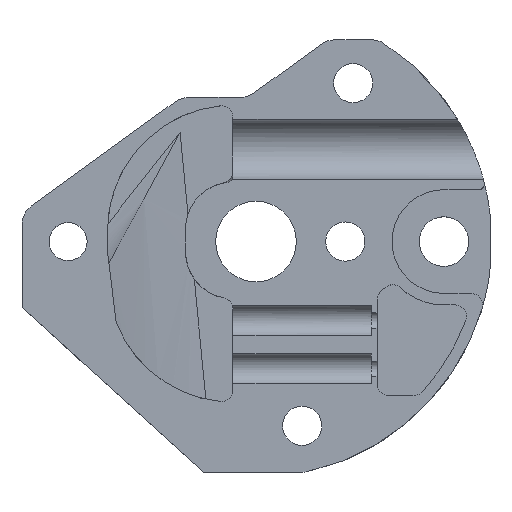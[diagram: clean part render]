
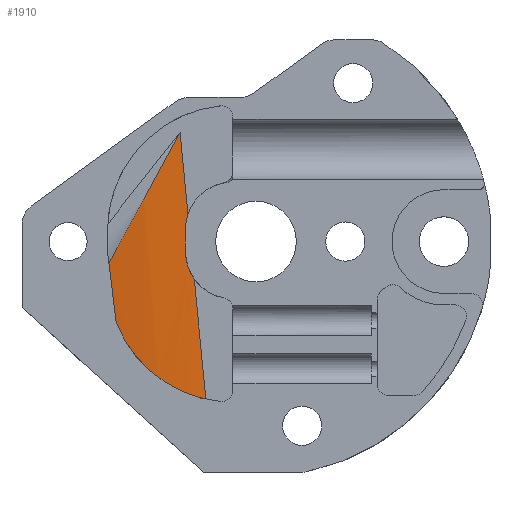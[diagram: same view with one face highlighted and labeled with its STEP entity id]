
A CAD part, top view. The second image highlights one B-rep face of the part: STEP entity #1910.
In plain terms, the highlighted cylindrical face has radius 42 mm (diameter 84 mm), a partial arc.
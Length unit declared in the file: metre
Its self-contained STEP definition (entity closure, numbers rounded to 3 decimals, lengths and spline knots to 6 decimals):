
#52=CYLINDRICAL_SURFACE('',#2105,0.042);
#54=ELLIPSE('',#1985,0.060749,0.042);
#55=ELLIPSE('',#2015,0.43592,0.042);
#56=ELLIPSE('',#2099,0.17751,0.042);
#63=B_SPLINE_CURVE_WITH_KNOTS('',3,(#3107,#3108,#3109,#3110),
 .UNSPECIFIED.,.F.,.F.,(4,4),(0.,0.001334),.UNSPECIFIED.);
#65=B_SPLINE_CURVE_WITH_KNOTS('',3,(#3125,#3126,#3127,#3128),
 .UNSPECIFIED.,.F.,.F.,(4,4),(0.,0.002523),.UNSPECIFIED.);
#68=B_SPLINE_CURVE_WITH_KNOTS('',3,(#3314,#3315,#3316,#3317,#3318,#3319),
 .UNSPECIFIED.,.F.,.F.,(4,1,1,4),(0.,0.002657,0.005313,
0.010627),.UNSPECIFIED.);
#69=B_SPLINE_CURVE_WITH_KNOTS('',3,(#3329,#3330,#3331,#3332),
 .UNSPECIFIED.,.F.,.F.,(4,4),(0.,0.012946),
 .UNSPECIFIED.);
#70=LINE('',#2655,#248);
#148=LINE('',#2912,#326);
#245=LINE('',#3312,#423);
#248=VECTOR('',#2112,1.);
#326=VECTOR('',#2306,1.);
#423=VECTOR('',#2629,1.);
#964=ORIENTED_EDGE('',*,*,#1104,.F.);
#965=ORIENTED_EDGE('',*,*,#1102,.F.);
#966=ORIENTED_EDGE('',*,*,#1244,.F.);
#967=ORIENTED_EDGE('',*,*,#1242,.F.);
#968=ORIENTED_EDGE('',*,*,#975,.F.);
#969=ORIENTED_EDGE('',*,*,#1159,.F.);
#970=ORIENTED_EDGE('',*,*,#1150,.F.);
#971=ORIENTED_EDGE('',*,*,#1153,.F.);
#972=ORIENTED_EDGE('',*,*,#1241,.F.);
#973=ORIENTED_EDGE('',*,*,#1247,.F.);
#975=EDGE_CURVE('',#1249,#1250,#70,.T.);
#1102=EDGE_CURVE('',#1366,#1367,#148,.F.);
#1104=EDGE_CURVE('',#1367,#1368,#54,.F.);
#1150=EDGE_CURVE('',#1392,#1393,#55,.T.);
#1153=EDGE_CURVE('',#1394,#1392,#63,.T.);
#1159=EDGE_CURVE('',#1393,#1249,#65,.T.);
#1241=EDGE_CURVE('',#1432,#1394,#245,.T.);
#1242=EDGE_CURVE('',#1250,#1257,#68,.T.);
#1244=EDGE_CURVE('',#1257,#1366,#56,.F.);
#1247=EDGE_CURVE('',#1368,#1432,#69,.T.);
#1249=VERTEX_POINT('',#2654);
#1250=VERTEX_POINT('',#2656);
#1257=VERTEX_POINT('',#2671);
#1366=VERTEX_POINT('',#2911);
#1367=VERTEX_POINT('',#2913);
#1368=VERTEX_POINT('',#2917);
#1392=VERTEX_POINT('',#3100);
#1393=VERTEX_POINT('',#3102);
#1394=VERTEX_POINT('',#3106);
#1432=VERTEX_POINT('',#3311);
#1632=EDGE_LOOP('',(#964,#965,#966,#967,#968,#969,#970,#971,#972,#973));
#1753=FACE_BOUND('',#1632,.T.);
#1910=ADVANCED_FACE('',(#1753),#52,.T.);
#1985=AXIS2_PLACEMENT_3D('',#2916,#2310,#2311);
#2015=AXIS2_PLACEMENT_3D('',#3101,#2399,#2400);
#2099=AXIS2_PLACEMENT_3D('',#3322,#2635,#2636);
#2105=AXIS2_PLACEMENT_3D('',#3333,#2648,#2649);
#2112=DIRECTION('',(0.096,-0.995,0.));
#2306=DIRECTION('',(0.096,-0.995,0.));
#2310=DIRECTION('',(0.786,-0.619,0.));
#2311=DIRECTION('',(-0.619,-0.786,0.));
#2399=DIRECTION('',(1.,0.,0.));
#2400=DIRECTION('',(0.,-1.,0.));
#2629=DIRECTION('',(0.096,-0.995,0.));
#2635=DIRECTION('',(0.944,0.329,0.));
#2636=DIRECTION('',(0.329,-0.944,0.));
#2648=DIRECTION('',(0.096,-0.995,0.));
#2649=DIRECTION('',(0.995,0.096,0.));
#2654=CARTESIAN_POINT('',(-0.005359,-0.00323,0.0015));
#2655=CARTESIAN_POINT('',(-0.005556,-0.001194,0.0015));
#2656=CARTESIAN_POINT('',(-0.004348,-0.013677,0.0015));
#2671=CARTESIAN_POINT('',(-0.012133,-0.007021,0.000894));
#2911=CARTESIAN_POINT('',(-0.012391,-0.006281,0.000862));
#2912=CARTESIAN_POINT('',(-0.012018,-0.010134,0.000862));
#2913=CARTESIAN_POINT('',(-0.012814,-0.001906,0.000862));
#2916=CARTESIAN_POINT('',(-0.006289,0.006383,-0.0405));
#2917=CARTESIAN_POINT('',(-0.01278,-0.001862,0.000869));
#3100=CARTESIAN_POINT('',(-0.006117,0.00105,0.001499));
#3101=CARTESIAN_POINT('',(-0.006117,0.0046,-0.0405));
#3102=CARTESIAN_POINT('',(-0.006117,-0.00085,0.001497));
#3106=CARTESIAN_POINT('',(-0.005901,0.002367,0.0015));
#3107=CARTESIAN_POINT('',(-0.005901,0.002367,0.0015));
#3108=CARTESIAN_POINT('',(-0.006045,0.00194,0.0015));
#3109=CARTESIAN_POINT('',(-0.006117,0.001501,0.001499));
#3110=CARTESIAN_POINT('',(-0.006117,0.00105,0.001499));
#3125=CARTESIAN_POINT('',(-0.006117,-0.00085,0.001497));
#3126=CARTESIAN_POINT('',(-0.006117,-0.001703,0.001496));
#3127=CARTESIAN_POINT('',(-0.005852,-0.002534,0.0015));
#3128=CARTESIAN_POINT('',(-0.005359,-0.00323,0.0015));
#3311=CARTESIAN_POINT('',(-0.00659,0.009488,0.0015));
#3312=CARTESIAN_POINT('',(-0.005556,-0.001194,0.0015));
#3314=CARTESIAN_POINT('',(-0.004348,-0.013677,0.0015));
#3315=CARTESIAN_POINT('',(-0.005225,-0.013483,0.0015));
#3316=CARTESIAN_POINT('',(-0.006897,-0.012891,0.001448));
#3317=CARTESIAN_POINT('',(-0.009898,-0.010905,0.001205));
#3318=CARTESIAN_POINT('',(-0.011478,-0.008692,0.000979));
#3319=CARTESIAN_POINT('',(-0.012133,-0.007021,0.000894));
#3322=CARTESIAN_POINT('',(-0.002246,-0.035388,-0.0405));
#3329=CARTESIAN_POINT('',(-0.01278,-0.001862,0.000869));
#3330=CARTESIAN_POINT('',(-0.010682,0.001887,0.001298));
#3331=CARTESIAN_POINT('',(-0.008637,0.005689,0.0015));
#3332=CARTESIAN_POINT('',(-0.00659,0.009488,0.0015));
#3333=CARTESIAN_POINT('',(-0.005556,-0.001194,-0.0405));
